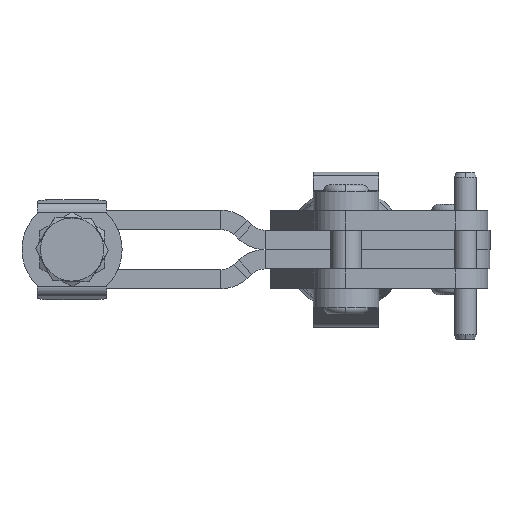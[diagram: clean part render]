
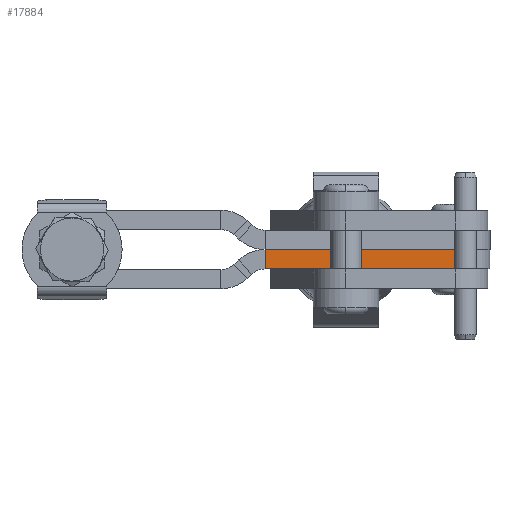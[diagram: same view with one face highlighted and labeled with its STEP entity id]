
A CAD part, front view. The second image highlights one B-rep face of the part: STEP entity #17884.
In plain terms, the highlighted face is planar.
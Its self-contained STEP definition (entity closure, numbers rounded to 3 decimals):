
#3924 = VERTEX_POINT ( 'NONE', #12093 ) ;
#3934 = VERTEX_POINT ( 'NONE', #12103 ) ;
#3935 = VERTEX_POINT ( 'NONE', #12104 ) ;
#3965 = VERTEX_POINT ( 'NONE', #12134 ) ;
#5181 = DIRECTION ( 'NONE',  ( 1., 0., 0. ) ) ;
#5185 = CARTESIAN_POINT ( 'NONE',  ( -0.885, -0.001, 18. ) ) ;
#5203 = DIRECTION ( 'NONE',  ( 1., 0., 0. ) ) ;
#5212 = CARTESIAN_POINT ( 'NONE',  ( -0.885, -3.001, 18. ) ) ;
#5373 = DIRECTION ( 'NONE',  ( 0., -1., 0. ) ) ;
#5378 = CARTESIAN_POINT ( 'NONE',  ( 59.2, -0.001, 18. ) ) ;
#5382 = CARTESIAN_POINT ( 'NONE',  ( 29.868, 9.199, 18. ) ) ;
#5383 = DIRECTION ( 'NONE',  ( 0., 1., 0. ) ) ;
#7651 = ORIENTED_EDGE ( 'NONE', *, *, #9698, .T. ) ;
#7652 = ORIENTED_EDGE ( 'NONE', *, *, #9765, .F. ) ;
#7653 = ORIENTED_EDGE ( 'NONE', *, *, #9688, .F. ) ;
#7654 = ORIENTED_EDGE ( 'NONE', *, *, #9766, .F. ) ;
#8519 = FACE_OUTER_BOUND ( 'NONE', #10701, .T. ) ;
#9688 = EDGE_CURVE ( 'NONE', #3965, #3924, #28184, .T. ) ;
#9698 = EDGE_CURVE ( 'NONE', #3935, #3934, #28211, .T. ) ;
#9765 = EDGE_CURVE ( 'NONE', #3924, #3934, #28398, .T. ) ;
#9766 = EDGE_CURVE ( 'NONE', #3935, #3965, #28406, .T. ) ;
#10701 = EDGE_LOOP ( 'NONE', ( #7651, #7652, #7653, #7654 ) ) ;
#12093 = CARTESIAN_POINT ( 'NONE',  ( 59.2, -0.001, 18. ) ) ;
#12103 = CARTESIAN_POINT ( 'NONE',  ( 59.2, -3.001, 18. ) ) ;
#12104 = CARTESIAN_POINT ( 'NONE',  ( 29.868, -3.001, 18. ) ) ;
#12134 = CARTESIAN_POINT ( 'NONE',  ( 29.868, -0.001, 18. ) ) ;
#14653 = CARTESIAN_POINT ( 'NONE',  ( -0.885, 9.199, 18. ) ) ;
#14657 = PLANE ( 'NONE',  #28788 ) ;
#14659 = DIRECTION ( 'NONE',  ( 0., 0., 1. ) ) ;
#14660 = DIRECTION ( 'NONE',  ( 1., 0., 0. ) ) ;
#17884 = ADVANCED_FACE ( 'NONE', ( #8519 ), #14657, .T. ) ;
#28184 = LINE ( 'NONE', #5185, #28190 ) ;
#28190 = VECTOR ( 'NONE', #5181, 1000. ) ;
#28211 = LINE ( 'NONE', #5212, #28216 ) ;
#28216 = VECTOR ( 'NONE', #5203, 1000. ) ;
#28398 = LINE ( 'NONE', #5378, #28408 ) ;
#28406 = LINE ( 'NONE', #5382, #28411 ) ;
#28408 = VECTOR ( 'NONE', #5373, 1000. ) ;
#28411 = VECTOR ( 'NONE', #5383, 1000. ) ;
#28788 = AXIS2_PLACEMENT_3D ( 'NONE', #14653, #14659, #14660 ) ;
